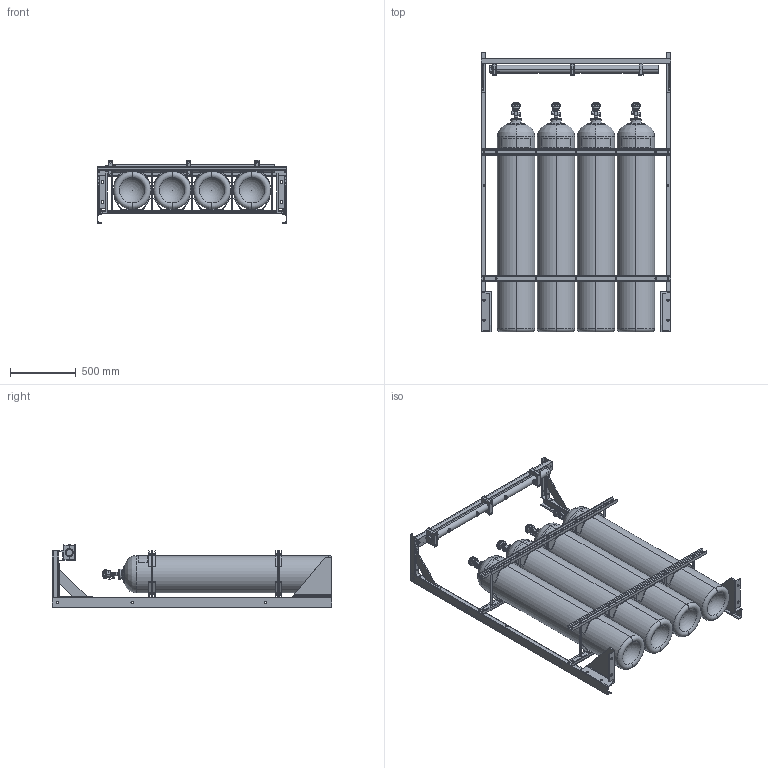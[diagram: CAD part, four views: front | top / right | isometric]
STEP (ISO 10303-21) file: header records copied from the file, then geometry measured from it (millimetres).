
FILE_DESCRIPTION (( 'STEP AP214' ), '1' );
FILE_NAME ('Cylinder Storage Rack, 80L, Structural, Red Painted (4 cylinder 4x1) Four Cylinders.STEP', '2020-05-04T14:26:22', ( '' ), ( '' ), 'SwSTEP 2.0', 'SolidWorks 2019', '' );
FILE_SCHEMA (( 'AUTOMOTIVE_DESIGN' ));
Length unit declared in the file: inch
Products named in the file (30): V-000-950-101.stp; 470B0019_PLATE.stp; Cylinder Storage Rack, 80L, Structural, Red Painted (4 cylinder 4x1) Four Cylinders.stp; 470B0019_HANDLE.stp; P-000-950-101.stp; PLUG_HEX HD_1.500 NPT M_CL 3000_ALY STL_GALV.stp; 11BC615P_CYLINDER.stp; P-000-950-088.stp; P-000-950-103.stp; 470B0019_HEX NUT.stp; PLUG_HEX HD_0.250 NPT M_CL 3000_ALY STL_GALV.stp; V_MULLER_470B0019.stp; 5342^V-000-950-101.stp; P-000-950-081.stp; P-000-950-057.stp; P-000-950-102.stp; CLAMP_MCMASTER-CARR_3015T315.stp; P-000-950-083.stp; P-000-950-058.stp; Cylinder Storage Rack, 80L, Structural, Red Painted (4 cylinder 4x1) Four Cylinders; P-000-950-111 (-07).stp; 470B0019_HOUSING.stp; P-000-950-085.stp; P-000-950-110(-07).stp
Assembly tree (65 placements, depth 5):
  Cylinder Storage Rack, 80L, Structural, Red Painted (4 cylinder 4x1) Four Cylinders
    Cylinder Storage Rack, 80L, Structural, Red Painted (4 cylinder 4x1) Four Cylinders.stp
      P-000-950-102.stp
        CLAMP_MCMASTER-CARR_3015T315.stp  x3
        P-000-950-101.stp
      V-000-950-101.stp
        V_MULLER_470B0019.stp
          470B0019_HOUSING.stp
          470B0019_PLATE.stp
          470B0019_HANDLE.stp
          470B0019_HEX NUT.stp
        11BC615P_CYLINDER.stp
        5342^V-000-950-101.stp
      V-000-950-101.stp
        V_MULLER_470B0019.stp
          470B0019_HOUSING.stp
          470B0019_PLATE.stp
          470B0019_HANDLE.stp
          470B0019_HEX NUT.stp
        11BC615P_CYLINDER.stp
        5342^V-000-950-101.stp
      V-000-950-101.stp
        V_MULLER_470B0019.stp
          470B0019_HOUSING.stp
          470B0019_PLATE.stp
          470B0019_HANDLE.stp
          470B0019_HEX NUT.stp
        11BC615P_CYLINDER.stp
        5342^V-000-950-101.stp
      V-000-950-101.stp
        V_MULLER_470B0019.stp
          470B0019_HOUSING.stp
          470B0019_PLATE.stp
          470B0019_HANDLE.stp
          470B0019_HEX NUT.stp
        11BC615P_CYLINDER.stp
        5342^V-000-950-101.stp
      P-000-950-111 (-07).stp
        PLUG_HEX HD_1.500 NPT M_CL 3000_ALY STL_GALV.stp
        PLUG_HEX HD_0.250 NPT M_CL 3000_ALY STL_GALV.stp  x2
        P-000-950-110(-07).stp
      P-000-950-081.stp  x2
      P-000-950-103.stp  x4
      P-000-950-083.stp  x2
      P-000-950-085.stp  x2
      P-000-950-057.stp
      P-000-950-058.stp
      P-000-950-088.stp  x10
Bounding box: 1448.05 x 2133.6 x 481.01 mm (x, y, z)
Volume: 69847015.5 mm3; surface area: 17154394.3 mm2
Topology: 103 solids, 103 shells, 2853 faces, 7056 edges, 4498 vertices
Faces by surface type: plane 1119, cylinder 778, cone 460, bspline 340, torus 132, sphere 24
Entity records: 42255 total; most frequent: CARTESIAN_POINT 19603, ORIENTED_EDGE 4470, DIRECTION 4344, EDGE_CURVE 2235, AXIS2_PLACEMENT_3D 1677, VERTEX_POINT 1432, EDGE_LOOP 1061, VECTOR 990
